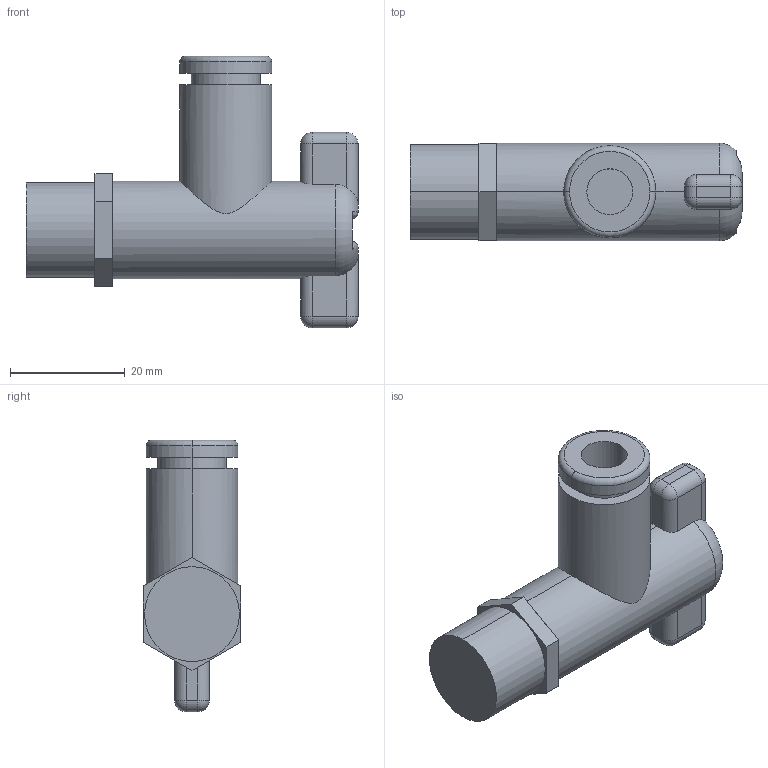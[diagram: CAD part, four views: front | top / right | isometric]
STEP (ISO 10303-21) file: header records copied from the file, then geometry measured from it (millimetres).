
FILE_DESCRIPTION (( 'STEP AP214' ), '1' );
FILE_NAME ('BL20-08-G03.STEP', '2016-05-12T09:12:56', ( 'Gebruiker' ), ( '' ), 'SwSTEP 2.0', 'SolidWorks 2016', '' );
FILE_SCHEMA (( 'AUTOMOTIVE_DESIGN' ));
Length unit declared in the file: millimetre
Products named in the file (1): BL20-08-G03
Bounding box: 57.75 x 17 x 47.25 mm (x, y, z)
Volume: 17171.8 mm3; surface area: 5780.7 mm2
Topology: 1 solids, 1 shells, 75 faces, 177 edges, 100 vertices
Faces by surface type: cylinder 30, plane 29, sphere 8, torus 4, bspline 4
Entity records: 3078 total; most frequent: CARTESIAN_POINT 775, DIRECTION 361, ORIENTED_EDGE 338, EDGE_CURVE 169, AXIS2_PLACEMENT_3D 142, VERTEX_POINT 100, EDGE_LOOP 79, VECTOR 77
